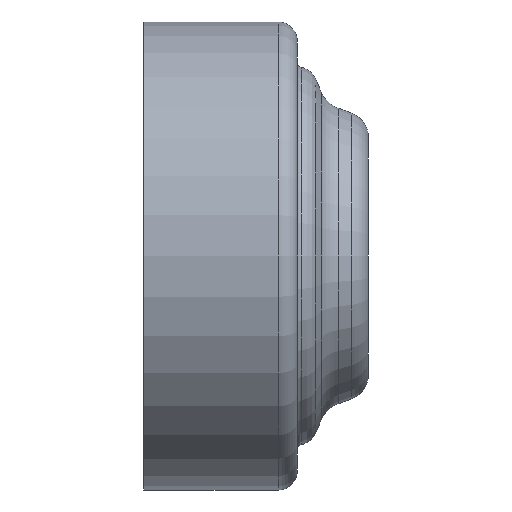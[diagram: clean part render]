
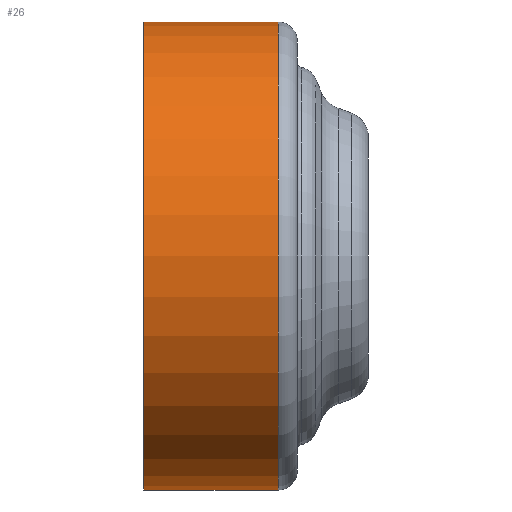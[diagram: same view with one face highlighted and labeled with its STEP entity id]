
A CAD part, front view. The second image highlights one B-rep face of the part: STEP entity #26.
In plain terms, the highlighted cylindrical face has radius 23 mm (diameter 46 mm), a partial arc.
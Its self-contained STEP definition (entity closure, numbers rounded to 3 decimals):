
#26 = ADVANCED_FACE ( 'NONE', ( #232 ), #1176, .T. ) ;
#98 = LINE ( 'NONE', #1210, #525 ) ;
#112 = VERTEX_POINT ( 'NONE', #616 ) ;
#177 = VERTEX_POINT ( 'NONE', #909 ) ;
#182 = VERTEX_POINT ( 'NONE', #1325 ) ;
#219 = DIRECTION ( 'NONE',  ( -1., 0., 0. ) ) ;
#232 = FACE_OUTER_BOUND ( 'NONE', #1088, .T. ) ;
#247 = AXIS2_PLACEMENT_3D ( 'NONE', #953, #1072, #643 ) ;
#297 = CIRCLE ( 'NONE', #399, 23. ) ;
#306 = DIRECTION ( 'NONE',  ( -1., 0., 0. ) ) ;
#372 = DIRECTION ( 'NONE',  ( -1., 0., 0. ) ) ;
#399 = AXIS2_PLACEMENT_3D ( 'NONE', #644, #855, #954 ) ;
#461 = EDGE_CURVE ( 'NONE', #112, #1005, #626, .T. ) ;
#471 = DIRECTION ( 'NONE',  ( 0., 0., 1. ) ) ;
#525 = VECTOR ( 'NONE', #306, 1000. ) ;
#616 = CARTESIAN_POINT ( 'NONE',  ( -14.5, 0., -23. ) ) ;
#626 = CIRCLE ( 'NONE', #1138, 23. ) ;
#643 = DIRECTION ( 'NONE',  ( 0., 0., 1. ) ) ;
#644 = CARTESIAN_POINT ( 'NONE',  ( -1.25, 0., 0. ) ) ;
#738 = EDGE_CURVE ( 'NONE', #182, #177, #297, .T. ) ;
#853 = EDGE_CURVE ( 'NONE', #182, #112, #98, .T. ) ;
#855 = DIRECTION ( 'NONE',  ( -1., 0., 0. ) ) ;
#909 = CARTESIAN_POINT ( 'NONE',  ( -1.25, 0., 23. ) ) ;
#953 = CARTESIAN_POINT ( 'NONE',  ( -28.972, 0., 0. ) ) ;
#954 = DIRECTION ( 'NONE',  ( 0., 0., 1. ) ) ;
#999 = CARTESIAN_POINT ( 'NONE',  ( -14.5, 0., 0. ) ) ;
#1005 = VERTEX_POINT ( 'NONE', #1139 ) ;
#1012 = ORIENTED_EDGE ( 'NONE', *, *, #1025, .T. ) ;
#1025 = EDGE_CURVE ( 'NONE', #177, #1005, #1341, .T. ) ;
#1072 = DIRECTION ( 'NONE',  ( -1., 0., 0. ) ) ;
#1073 = VECTOR ( 'NONE', #219, 1000. ) ;
#1082 = ORIENTED_EDGE ( 'NONE', *, *, #461, .F. ) ;
#1088 = EDGE_LOOP ( 'NONE', ( #1319, #1149, #1012, #1082 ) ) ;
#1138 = AXIS2_PLACEMENT_3D ( 'NONE', #999, #372, #471 ) ;
#1139 = CARTESIAN_POINT ( 'NONE',  ( -14.5, 0., 23. ) ) ;
#1149 = ORIENTED_EDGE ( 'NONE', *, *, #738, .T. ) ;
#1176 = CYLINDRICAL_SURFACE ( 'NONE', #247, 23. ) ;
#1210 = CARTESIAN_POINT ( 'NONE',  ( -28.972, 0., -23. ) ) ;
#1242 = CARTESIAN_POINT ( 'NONE',  ( -28.972, 0., 23. ) ) ;
#1319 = ORIENTED_EDGE ( 'NONE', *, *, #853, .F. ) ;
#1325 = CARTESIAN_POINT ( 'NONE',  ( -1.25, 0., -23. ) ) ;
#1341 = LINE ( 'NONE', #1242, #1073 ) ;
